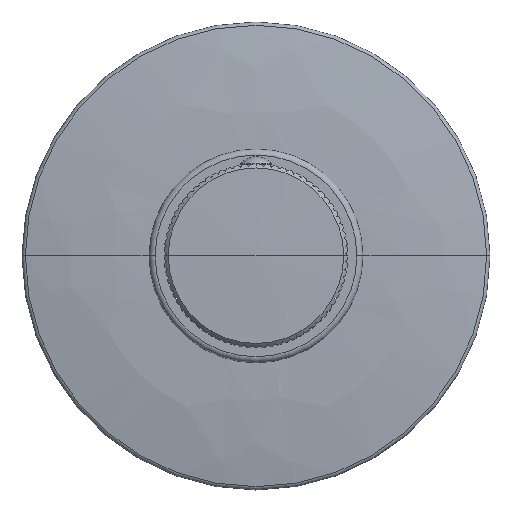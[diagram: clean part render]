
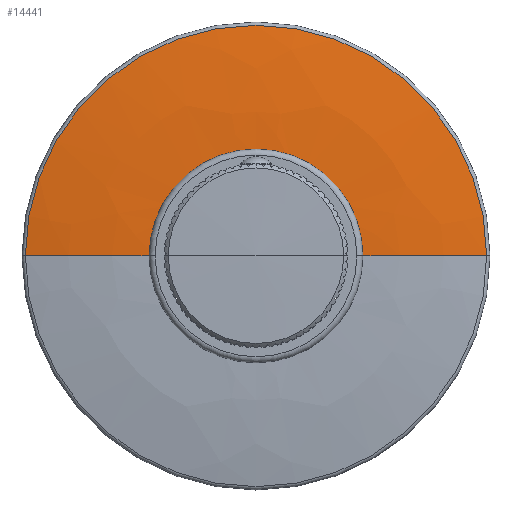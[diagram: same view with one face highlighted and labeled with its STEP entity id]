
A CAD part, top view. The second image highlights one B-rep face of the part: STEP entity #14441.
In plain terms, the highlighted free-form (B-spline) face has degree [3, 3] with [7, 4] control points.
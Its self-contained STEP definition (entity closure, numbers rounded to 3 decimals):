
#14080=CARTESIAN_POINT('',(0.,0.,-4.5));
#14081=DIRECTION('',(0.,0.,-1.));
#14082=DIRECTION('',(-1.,0.,0.));
#14083=AXIS2_PLACEMENT_3D('',#14080,#14081,#14082);
#14085=CARTESIAN_POINT('',(0.,0.,-7.351));
#14086=DIRECTION('',(0.,0.,1.));
#14087=DIRECTION('',(1.,0.,0.));
#14088=AXIS2_PLACEMENT_3D('',#14085,#14086,#14087);
#14105=CARTESIAN_POINT('',(-25.,0.,-187.5));
#14106=DIRECTION('',(0.,1.,0.));
#14107=DIRECTION('',(-0.176,0.,0.984));
#14108=AXIS2_PLACEMENT_3D('',#14105,#14106,#14107);
#14110=CARTESIAN_POINT('',(25.,0.,-187.5));
#14111=DIRECTION('',(0.,-1.,0.));
#14112=DIRECTION('',(0.176,0.,0.984));
#14113=AXIS2_PLACEMENT_3D('',#14110,#14111,#14112);
#14153=CARTESIAN_POINT('',(-25.,0.,-4.5));
#14155=VERTEX_POINT('',#14153);
#14157=CARTESIAN_POINT('',(25.,0.,-4.5));
#14159=VERTEX_POINT('',#14157);
#14169=CARTESIAN_POINT('',(-57.176,0.,-7.351));
#14170=CARTESIAN_POINT('',(57.176,0.,
-7.351));
#14171=VERTEX_POINT('',#14169);
#14172=VERTEX_POINT('',#14170);
#14403=CARTESIAN_POINT('',(-24.305,-1.529,
-4.501));
#14404=CARTESIAN_POINT('',(-35.511,-2.234,
-4.461));
#14405=CARTESIAN_POINT('',(-46.674,-2.936,
-5.452));
#14406=CARTESIAN_POINT('',(-57.698,-3.63,
-7.466));
#14407=CARTESIAN_POINT('',(-25.246,13.428,
-4.501));
#14408=CARTESIAN_POINT('',(-36.886,19.619,
-4.461));
#14409=CARTESIAN_POINT('',(-48.481,25.786,
-5.452));
#14410=CARTESIAN_POINT('',(-59.932,31.877,
-7.466));
#14411=CARTESIAN_POINT('',(-14.987,24.353,
-4.501));
#14412=CARTESIAN_POINT('',(-21.897,35.581,
-4.461));
#14413=CARTESIAN_POINT('',(-28.78,46.766,
-5.452));
#14414=CARTESIAN_POINT('',(-35.578,57.812,
-7.466));
#14415=CARTESIAN_POINT('',(0.,24.353,-4.501));
#14416=CARTESIAN_POINT('',(0.,35.581,-4.461));
#14417=CARTESIAN_POINT('',(0.,46.766,-5.452));
#14418=CARTESIAN_POINT('',(0.,57.812,
-7.466));
#14419=CARTESIAN_POINT('',(14.987,24.353,
-4.501));
#14420=CARTESIAN_POINT('',(21.897,35.581,
-4.461));
#14421=CARTESIAN_POINT('',(28.78,46.766,
-5.452));
#14422=CARTESIAN_POINT('',(35.578,57.812,
-7.466));
#14423=CARTESIAN_POINT('',(25.246,13.428,
-4.501));
#14424=CARTESIAN_POINT('',(36.886,19.619,
-4.461));
#14425=CARTESIAN_POINT('',(48.481,25.786,
-5.452));
#14426=CARTESIAN_POINT('',(59.932,31.877,
-7.466));
#14427=CARTESIAN_POINT('',(24.305,-1.529,
-4.501));
#14428=CARTESIAN_POINT('',(35.511,-2.234,
-4.461));
#14429=CARTESIAN_POINT('',(46.674,-2.936,
-5.452));
#14430=CARTESIAN_POINT('',(57.698,-3.63,
-7.466));
#14431=(BOUNDED_SURFACE()B_SPLINE_SURFACE(3,3,((#14403,#14404,#14405,#14406),(
#14407,#14408,#14409,#14410),(#14411,#14412,#14413,#14414),(#14415,#14416,
#14417,#14418),(#14419,#14420,#14421,#14422),(#14423,#14424,#14425,#14426),(
#14427,#14428,#14429,#14430)),.UNSPECIFIED.,.F.,.F.,.F.)B_SPLINE_SURFACE_WITH_KNOTS((4,3,4),(4,4),(0.,1.,2.),(0.,1.),.UNSPECIFIED.)GEOMETRIC_REPRESENTATION_ITEM()RATIONAL_B_SPLINE_SURFACE(((1.19,1.186,
1.186,1.19),(0.94,0.937,
0.937,0.94),(0.94,0.937,
0.937,0.94),(1.19,1.186,
1.186,1.19),(0.94,0.937,
0.937,0.94),(0.94,0.937,
0.937,0.94),(1.19,1.186,
1.186,1.19)))REPRESENTATION_ITEM('')SURFACE());
#14433=ORIENTED_EDGE('',*,*,#14432,.F.);
#14435=ORIENTED_EDGE('',*,*,#14434,.T.);
#14436=ORIENTED_EDGE('',*,*,#14389,.F.);
#14438=ORIENTED_EDGE('',*,*,#14437,.F.);
#14439=EDGE_LOOP('',(#14433,#14435,#14436,#14438));
#14440=FACE_OUTER_BOUND('',#14439,.F.);
#14441=ADVANCED_FACE('',(#14440),#14431,.T.);
#14084=CIRCLE('',#14083,25.);
#14089=CIRCLE('',#14088,57.176);
#14109=CIRCLE('',#14108,183.);
#14114=CIRCLE('',#14113,183.);
#14389=EDGE_CURVE('',#14155,#14159,#14084,.T.);
#14432=EDGE_CURVE('',#14172,#14171,#14089,.T.);
#14434=EDGE_CURVE('',#14172,#14159,#14114,.T.);
#14437=EDGE_CURVE('',#14171,#14155,#14109,.T.);
